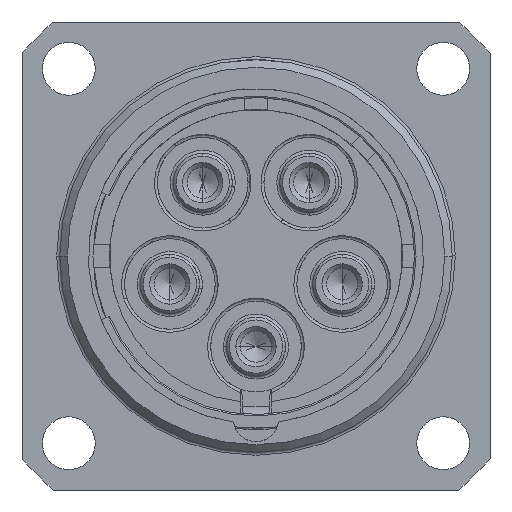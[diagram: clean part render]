
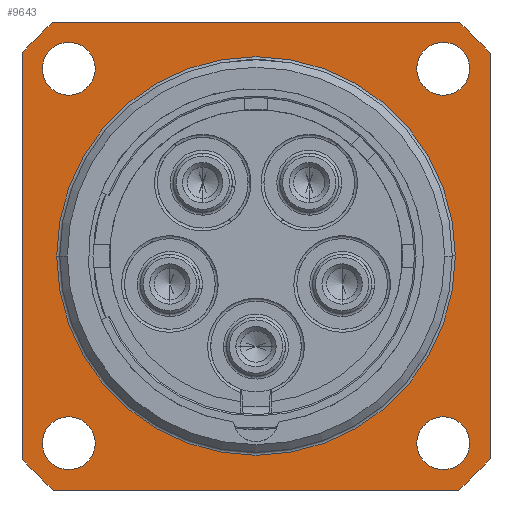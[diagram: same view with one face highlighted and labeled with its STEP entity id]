
A CAD part, left-side view. The second image highlights one B-rep face of the part: STEP entity #9643.
In plain terms, the highlighted planar face has unit normal (-1, 0, 0).
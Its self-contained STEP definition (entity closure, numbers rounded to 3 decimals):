
#1303=CARTESIAN_POINT('',(10.8,0.,0.));
#1304=DIRECTION('',(1.,0.,0.));
#1305=DIRECTION('',(0.,1.,0.));
#1306=AXIS2_PLACEMENT_3D('',#1303,#1304,#1305);
#1318=CARTESIAN_POINT('',(10.8,0.,0.));
#1319=DIRECTION('',(1.,0.,0.));
#1320=DIRECTION('',(0.,-1.,0.));
#1321=AXIS2_PLACEMENT_3D('',#1318,#1319,#1320);
#1331=CARTESIAN_POINT('',(10.8,0.,0.));
#1332=DIRECTION('',(-1.,0.,0.));
#1333=DIRECTION('',(0.,0.756,-0.654));
#1334=AXIS2_PLACEMENT_3D('',#1331,#1332,#1333);
#1336=DIRECTION('',(0.,0.,-1.));
#1337=VECTOR('',#1336,26.833);
#1338=CARTESIAN_POINT('',(10.8,15.5,13.416));
#1339=LINE('1165',#1338,#1337);
#1340=CARTESIAN_POINT('',(10.8,0.,0.));
#1341=DIRECTION('',(-1.,0.,0.));
#1342=DIRECTION('',(0.,0.654,0.756));
#1343=AXIS2_PLACEMENT_3D('',#1340,#1341,#1342);
#1345=DIRECTION('',(0.,1.,0.));
#1346=VECTOR('',#1345,26.833);
#1347=CARTESIAN_POINT('',(10.8,-13.416,15.5));
#1348=LINE('1164',#1347,#1346);
#1349=CARTESIAN_POINT('',(10.8,0.,0.));
#1350=DIRECTION('',(-1.,0.,0.));
#1351=DIRECTION('',(0.,-0.756,0.654));
#1352=AXIS2_PLACEMENT_3D('',#1349,#1350,#1351);
#1354=DIRECTION('',(0.,0.,1.));
#1355=VECTOR('',#1354,26.833);
#1356=CARTESIAN_POINT('',(10.8,-15.5,-13.416));
#1357=LINE('1163',#1356,#1355);
#1358=CARTESIAN_POINT('',(10.8,0.,0.));
#1359=DIRECTION('',(-1.,0.,0.));
#1360=DIRECTION('',(0.,-0.654,-0.756));
#1361=AXIS2_PLACEMENT_3D('',#1358,#1359,#1360);
#1363=DIRECTION('',(0.,-1.,0.));
#1364=VECTOR('',#1363,26.833);
#1365=CARTESIAN_POINT('',(10.8,13.416,-15.5));
#1366=LINE('1162',#1365,#1364);
#1367=CARTESIAN_POINT('',(10.8,12.4,12.4));
#1368=DIRECTION('',(1.,0.,0.));
#1369=DIRECTION('',(0.,1.,0.));
#1370=AXIS2_PLACEMENT_3D('',#1367,#1368,#1369);
#1372=CARTESIAN_POINT('',(10.8,12.4,12.4));
#1373=DIRECTION('',(1.,0.,0.));
#1374=DIRECTION('',(0.,-1.,0.));
#1375=AXIS2_PLACEMENT_3D('',#1372,#1373,#1374);
#1377=CARTESIAN_POINT('',(10.8,-12.4,12.4));
#1378=DIRECTION('',(1.,0.,0.));
#1379=DIRECTION('',(0.,1.,0.));
#1380=AXIS2_PLACEMENT_3D('',#1377,#1378,#1379);
#1382=CARTESIAN_POINT('',(10.8,-12.4,12.4));
#1383=DIRECTION('',(1.,0.,0.));
#1384=DIRECTION('',(0.,-1.,0.));
#1385=AXIS2_PLACEMENT_3D('',#1382,#1383,#1384);
#1387=CARTESIAN_POINT('',(10.8,-12.4,-12.4));
#1388=DIRECTION('',(1.,0.,0.));
#1389=DIRECTION('',(0.,1.,0.));
#1390=AXIS2_PLACEMENT_3D('',#1387,#1388,#1389);
#1392=CARTESIAN_POINT('',(10.8,-12.4,-12.4));
#1393=DIRECTION('',(1.,0.,0.));
#1394=DIRECTION('',(0.,-1.,0.));
#1395=AXIS2_PLACEMENT_3D('',#1392,#1393,#1394);
#1397=CARTESIAN_POINT('',(10.8,12.4,-12.4));
#1398=DIRECTION('',(1.,0.,0.));
#1399=DIRECTION('',(0.,1.,0.));
#1400=AXIS2_PLACEMENT_3D('',#1397,#1398,#1399);
#1402=CARTESIAN_POINT('',(10.8,12.4,-12.4));
#1403=DIRECTION('',(1.,0.,0.));
#1404=DIRECTION('',(0.,-1.,0.));
#1405=AXIS2_PLACEMENT_3D('',#1402,#1403,#1404);
#6104=CARTESIAN_POINT('',(10.8,13.416,-15.5));
#6105=CARTESIAN_POINT('',(10.8,-13.416,-15.5));
#6106=VERTEX_POINT('',#6104);
#6107=VERTEX_POINT('',#6105);
#6108=CARTESIAN_POINT('',(10.8,-15.5,-13.416));
#6109=CARTESIAN_POINT('',(10.8,-15.5,13.416));
#6110=VERTEX_POINT('',#6108);
#6111=VERTEX_POINT('',#6109);
#6112=CARTESIAN_POINT('',(10.8,-13.416,15.5));
#6113=CARTESIAN_POINT('',(10.8,13.416,15.5));
#6114=VERTEX_POINT('',#6112);
#6115=VERTEX_POINT('',#6113);
#6116=CARTESIAN_POINT('',(10.8,15.5,13.416));
#6117=CARTESIAN_POINT('',(10.8,15.5,-13.416));
#6118=VERTEX_POINT('',#6116);
#6119=VERTEX_POINT('',#6117);
#6136=CARTESIAN_POINT('',(10.8,14.15,12.4));
#6137=CARTESIAN_POINT('',(10.8,10.65,12.4));
#6138=VERTEX_POINT('',#6136);
#6139=VERTEX_POINT('',#6137);
#6140=CARTESIAN_POINT('',(10.8,-10.65,12.4));
#6141=CARTESIAN_POINT('',(10.8,-14.15,12.4));
#6142=VERTEX_POINT('',#6140);
#6143=VERTEX_POINT('',#6141);
#6144=CARTESIAN_POINT('',(10.8,-10.65,-12.4));
#6145=CARTESIAN_POINT('',(10.8,-14.15,-12.4));
#6146=VERTEX_POINT('',#6144);
#6147=VERTEX_POINT('',#6145);
#6148=CARTESIAN_POINT('',(10.8,14.15,-12.4));
#6149=CARTESIAN_POINT('',(10.8,10.65,-12.4));
#6150=VERTEX_POINT('',#6148);
#6151=VERTEX_POINT('',#6149);
#6204=CARTESIAN_POINT('',(10.8,-13.2,0.));
#6205=CARTESIAN_POINT('',(10.8,13.2,0.));
#6206=VERTEX_POINT('',#6204);
#6207=VERTEX_POINT('',#6205);
#9592=CARTESIAN_POINT('',(10.8,0.,0.));
#9593=DIRECTION('',(-1.,0.,0.));
#9594=DIRECTION('',(0.,0.,1.));
#9595=AXIS2_PLACEMENT_3D('',#9592,#9593,#9594);
#9596=PLANE('279',#9595);
#9598=ORIENTED_EDGE('1294',*,*,#9597,.F.);
#9600=ORIENTED_EDGE('1165',*,*,#9599,.F.);
#9602=ORIENTED_EDGE('1297',*,*,#9601,.F.);
#9604=ORIENTED_EDGE('1164',*,*,#9603,.F.);
#9606=ORIENTED_EDGE('1296',*,*,#9605,.F.);
#9608=ORIENTED_EDGE('1163',*,*,#9607,.F.);
#9610=ORIENTED_EDGE('1295',*,*,#9609,.F.);
#9612=ORIENTED_EDGE('1162',*,*,#9611,.F.);
#9613=EDGE_LOOP('279',(#9598,#9600,#9602,#9604,#9606,#9608,#9610,#9612));
#9614=FACE_OUTER_BOUND('279',#9613,.F.);
#9616=ORIENTED_EDGE('1174',*,*,#9615,.F.);
#9618=ORIENTED_EDGE('1175',*,*,#9617,.F.);
#9619=EDGE_LOOP('279',(#9616,#9618));
#9620=FACE_BOUND('279',#9619,.F.);
#9622=ORIENTED_EDGE('1176',*,*,#9621,.F.);
#9624=ORIENTED_EDGE('1177',*,*,#9623,.F.);
#9625=EDGE_LOOP('279',(#9622,#9624));
#9626=FACE_BOUND('279',#9625,.F.);
#9628=ORIENTED_EDGE('1178',*,*,#9627,.F.);
#9630=ORIENTED_EDGE('1179',*,*,#9629,.F.);
#9631=EDGE_LOOP('279',(#9628,#9630));
#9632=FACE_BOUND('279',#9631,.F.);
#9634=ORIENTED_EDGE('1180',*,*,#9633,.F.);
#9636=ORIENTED_EDGE('1181',*,*,#9635,.F.);
#9637=EDGE_LOOP('279',(#9634,#9636));
#9638=FACE_BOUND('279',#9637,.F.);
#9639=ORIENTED_EDGE('1221',*,*,#9560,.F.);
#9640=ORIENTED_EDGE('1223',*,*,#9538,.F.);
#9641=EDGE_LOOP('279',(#9639,#9640));
#9642=FACE_BOUND('279',#9641,.F.);
#1307=CIRCLE('1223',#1306,13.2);
#1322=CIRCLE('1221',#1321,13.2);
#1335=CIRCLE('1294',#1334,20.5);
#1344=CIRCLE('1297',#1343,20.5);
#1353=CIRCLE('1296',#1352,20.5);
#1362=CIRCLE('1295',#1361,20.5);
#1371=CIRCLE('1174',#1370,1.75);
#1376=CIRCLE('1175',#1375,1.75);
#1381=CIRCLE('1176',#1380,1.75);
#1386=CIRCLE('1177',#1385,1.75);
#1391=CIRCLE('1178',#1390,1.75);
#1396=CIRCLE('1179',#1395,1.75);
#1401=CIRCLE('1180',#1400,1.75);
#1406=CIRCLE('1181',#1405,1.75);
#9538=EDGE_CURVE('1223',#6207,#6206,#1307,.T.);
#9560=EDGE_CURVE('1221',#6206,#6207,#1322,.T.);
#9597=EDGE_CURVE('1294',#6119,#6106,#1335,.T.);
#9599=EDGE_CURVE('1165',#6118,#6119,#1339,.T.);
#9601=EDGE_CURVE('1297',#6115,#6118,#1344,.T.);
#9603=EDGE_CURVE('1164',#6114,#6115,#1348,.T.);
#9605=EDGE_CURVE('1296',#6111,#6114,#1353,.T.);
#9607=EDGE_CURVE('1163',#6110,#6111,#1357,.T.);
#9609=EDGE_CURVE('1295',#6107,#6110,#1362,.T.);
#9611=EDGE_CURVE('1162',#6106,#6107,#1366,.T.);
#9615=EDGE_CURVE('1174',#6138,#6139,#1371,.T.);
#9617=EDGE_CURVE('1175',#6139,#6138,#1376,.T.);
#9621=EDGE_CURVE('1176',#6142,#6143,#1381,.T.);
#9623=EDGE_CURVE('1177',#6143,#6142,#1386,.T.);
#9627=EDGE_CURVE('1178',#6146,#6147,#1391,.T.);
#9629=EDGE_CURVE('1179',#6147,#6146,#1396,.T.);
#9633=EDGE_CURVE('1180',#6150,#6151,#1401,.T.);
#9635=EDGE_CURVE('1181',#6151,#6150,#1406,.T.);
#9643=ADVANCED_FACE('279',(#9614,#9620,#9626,#9632,#9638,#9642),#9596,.T.);
